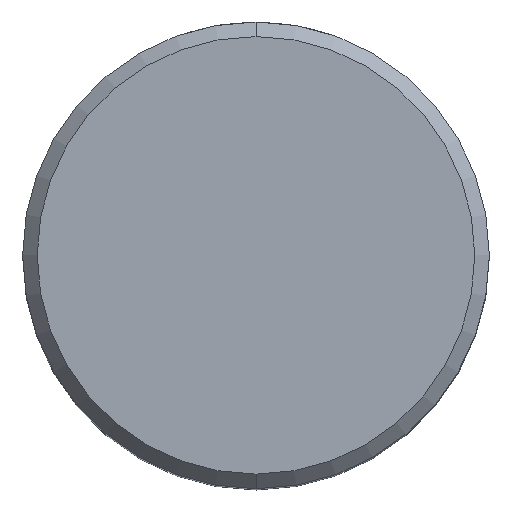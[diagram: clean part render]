
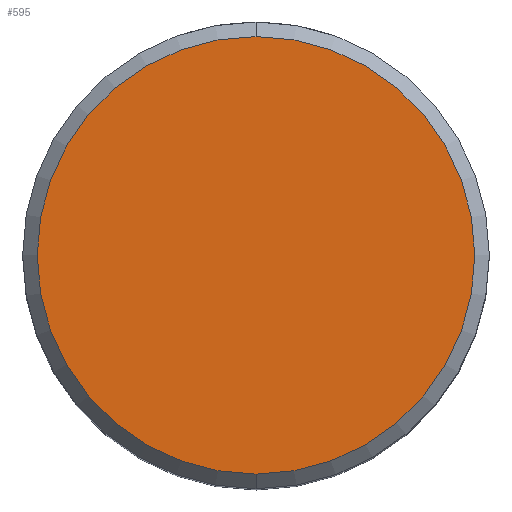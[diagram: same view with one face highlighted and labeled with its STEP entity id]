
A CAD part, top view. The second image highlights one B-rep face of the part: STEP entity #595.
In plain terms, the highlighted planar face has unit normal (0, 0, 1).
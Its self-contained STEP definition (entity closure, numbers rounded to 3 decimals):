
#373=VERTEX_POINT('',#987);
#479=VERTEX_POINT('',#1103);
#595=ADVANCED_FACE('',(#1230),#1231,.T.);
#761=EDGE_CURVE('',#479,#373,#1411,.T.);
#867=EDGE_CURVE('',#373,#479,#1529,.T.);
#987=CARTESIAN_POINT('',(0.0,15.0,0.0));
#1103=CARTESIAN_POINT('',(0.,-15.0,0.0));
#1230=FACE_OUTER_BOUND('',#4161,.T.);
#1231=PLANE('',#4162);
#1411=CIRCLE('',#8151,15.0);
#1529=CIRCLE('',#10028,15.0);
#4161=EDGE_LOOP('',(#10664,#10665));
#4162=AXIS2_PLACEMENT_3D('',#10666,#10667,#10668);
#8151=AXIS2_PLACEMENT_3D('',#10828,#10829,#10830);
#10028=AXIS2_PLACEMENT_3D('',#10987,#10988,#10989);
#10664=ORIENTED_EDGE('',*,*,#867,.F.);
#10665=ORIENTED_EDGE('',*,*,#761,.F.);
#10666=CARTESIAN_POINT('',(0.0,7.5,0.0));
#10667=DIRECTION('',(-0.0,0.0,1.0));
#10668=DIRECTION('',(0.0,-1.0,0.0));
#10828=CARTESIAN_POINT('',(0.0,0.0,0.0));
#10829=DIRECTION('',(0.0,0.0,-1.0));
#10830=DIRECTION('',(0.0,1.0,0.0));
#10987=CARTESIAN_POINT('',(0.0,0.0,0.0));
#10988=DIRECTION('',(0.0,0.0,-1.0));
#10989=DIRECTION('',(0.0,1.0,0.0));
